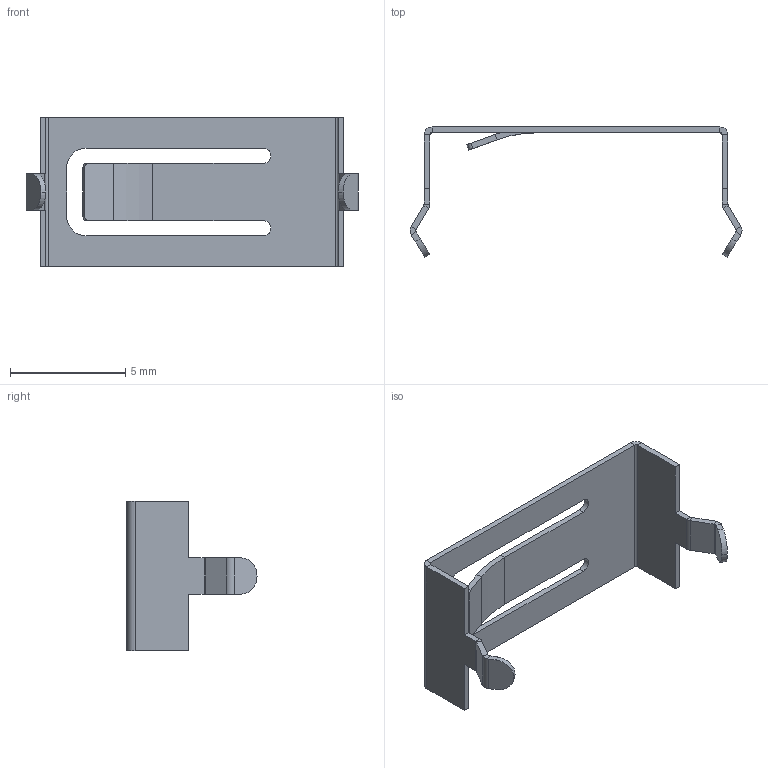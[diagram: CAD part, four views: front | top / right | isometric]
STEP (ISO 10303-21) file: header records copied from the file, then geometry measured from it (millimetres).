
FILE_DESCRIPTION (( 'STEP AP214' ), '1' );
FILE_NAME ('BC-2011.STEP', '2019-10-08T06:56:23', ( '' ), ( '' ), 'SwSTEP 2.0', 'SolidWorks 2017', '' );
FILE_SCHEMA (( 'AUTOMOTIVE_DESIGN' ));
Length unit declared in the file: millimetre
Products named in the file (1): BC-2011
Bounding box: 14.42 x 5.65 x 6.48 mm (x, y, z)
Volume: 28.1 mm3; surface area: 250.4 mm2
Topology: 1 solids, 1 shells, 84 faces, 190 edges, 108 vertices
Faces by surface type: plane 60, cylinder 24
Entity records: 2312 total; most frequent: DIRECTION 408, CARTESIAN_POINT 383, ORIENTED_EDGE 380, EDGE_CURVE 190, VECTOR 142, LINE 142, AXIS2_PLACEMENT_3D 133, VERTEX_POINT 108
